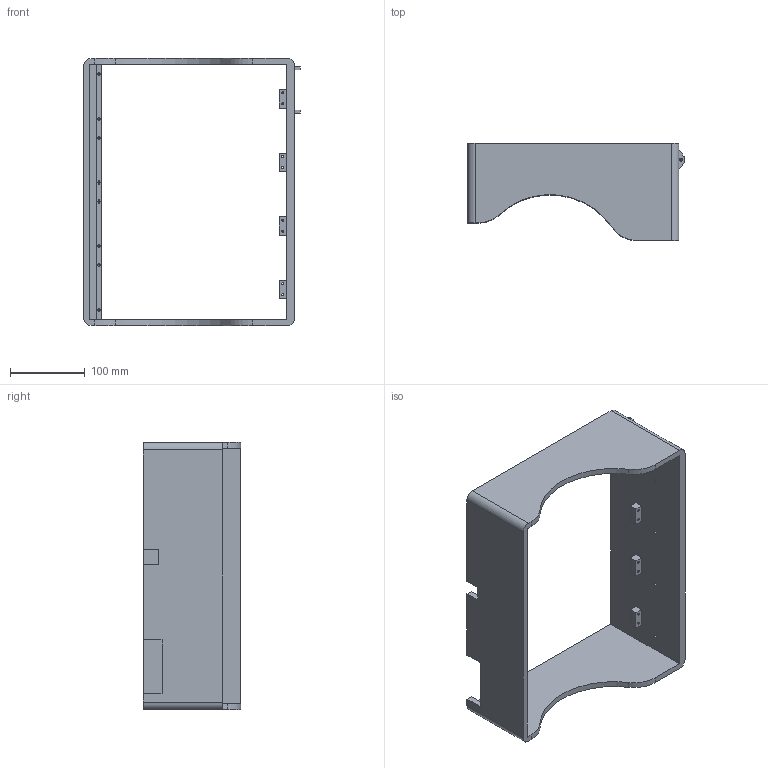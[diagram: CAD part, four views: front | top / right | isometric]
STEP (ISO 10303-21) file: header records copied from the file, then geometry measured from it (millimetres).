
FILE_DESCRIPTION (( 'STEP AP203' ), '1' );
FILE_NAME ('box_top.STEP', '2026-01-13T11:03:02', ( '' ), ( '' ), 'SwSTEP 2.0', 'SolidWorks 2021', '' );
FILE_SCHEMA (( 'CONFIG_CONTROL_DESIGN' ));
Length unit declared in the file: millimetre
Products named in the file (1): box_top
Bounding box: 289.88 x 130 x 357 mm (x, y, z)
Volume: 1238544 mm3; surface area: 301052.8 mm2
Topology: 1 solids, 1 shells, 165 faces, 402 edges, 268 vertices
Faces by surface type: cylinder 84, plane 81
Entity records: 5029 total; most frequent: DIRECTION 902, CARTESIAN_POINT 836, ORIENTED_EDGE 804, EDGE_CURVE 402, AXIS2_PLACEMENT_3D 334, VERTEX_POINT 268, LINE 234, VECTOR 234
